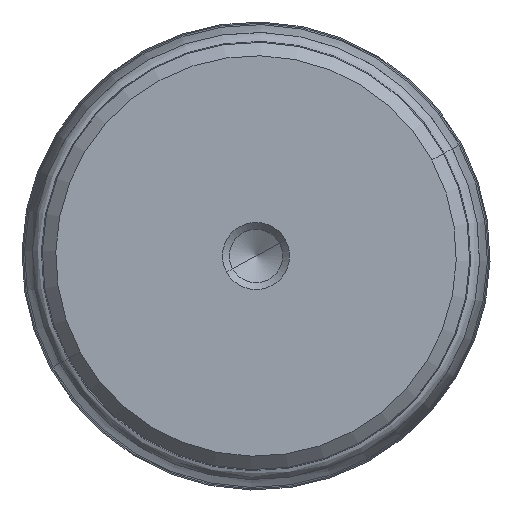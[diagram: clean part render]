
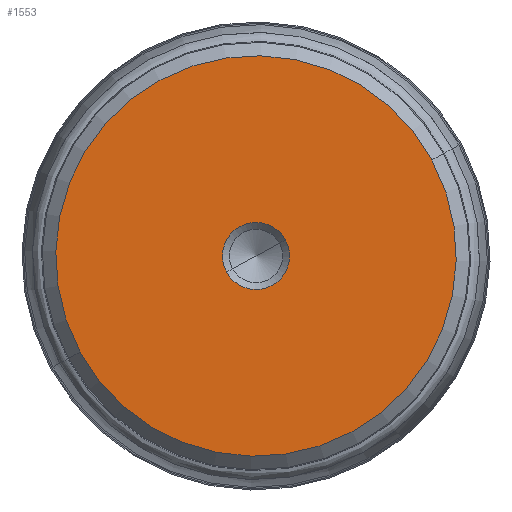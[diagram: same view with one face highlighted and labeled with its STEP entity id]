
A CAD part, left-side view. The second image highlights one B-rep face of the part: STEP entity #1553.
In plain terms, the highlighted planar face has unit normal (-1, 0, 0).
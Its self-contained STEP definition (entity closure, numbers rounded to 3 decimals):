
#1186=CARTESIAN_POINT('Vertex',(0.001,-13.031,7.157)) ;
#1189=CARTESIAN_POINT('Axis2P3D Location',(0.001,0.07,0.)) ;
#1193=CARTESIAN_POINT('Vertex',(0.001,13.17,-7.157)) ;
#1208=CARTESIAN_POINT('Axis2P3D Location',(0.001,0.07,0.)) ;
#1229=CARTESIAN_POINT('Vertex',(0.001,-2.124,1.199)) ;
#1245=CARTESIAN_POINT('Vertex',(0.001,2.263,-1.199)) ;
#1248=CARTESIAN_POINT('Axis2P3D Location',(0.001,0.07,0.)) ;
#1265=CARTESIAN_POINT('Axis2P3D Location',(0.001,0.07,0.)) ;
#1540=CARTESIAN_POINT('Axis2P3D Location',(0.001,2.57,0.)) ;
#1190=DIRECTION('Axis2P3D Direction',(1.,-0.,0.)) ;
#1209=DIRECTION('Axis2P3D Direction',(1.,-0.,0.)) ;
#1249=DIRECTION('Axis2P3D Direction',(-1.,0.,0.)) ;
#1266=DIRECTION('Axis2P3D Direction',(-1.,0.,0.)) ;
#1541=DIRECTION('Axis2P3D Direction',(-1.,0.,0.)) ;
#1542=DIRECTION('Axis2P3D XDirection',(0.,1.,0.)) ;
#1191=AXIS2_PLACEMENT_3D('Circle Axis2P3D',#1189,#1190,$) ;
#1210=AXIS2_PLACEMENT_3D('Circle Axis2P3D',#1208,#1209,$) ;
#1250=AXIS2_PLACEMENT_3D('Circle Axis2P3D',#1248,#1249,$) ;
#1267=AXIS2_PLACEMENT_3D('Circle Axis2P3D',#1265,#1266,$) ;
#1543=AXIS2_PLACEMENT_3D('Plane Axis2P3D',#1540,#1541,#1542) ;
#1546=ORIENTED_EDGE('',*,*,#1212,.T.) ;
#1547=ORIENTED_EDGE('',*,*,#1195,.T.) ;
#1550=ORIENTED_EDGE('',*,*,#1252,.F.) ;
#1551=ORIENTED_EDGE('',*,*,#1269,.F.) ;
#1552=FACE_BOUND('',#1549,.T.) ;
#1553=ADVANCED_FACE('Hauptk\X2\00F6\X0\rper',(#1548,#1552),#1544,.T.) ;
#1192=CIRCLE('generated circle',#1191,14.928) ;
#1211=CIRCLE('generated circle',#1210,14.928) ;
#1251=CIRCLE('generated circle',#1250,2.5) ;
#1268=CIRCLE('generated circle',#1267,2.5) ;
#1195=EDGE_CURVE('',#1194,#1187,#1192,.F.) ;
#1212=EDGE_CURVE('',#1187,#1194,#1211,.F.) ;
#1252=EDGE_CURVE('',#1246,#1230,#1251,.T.) ;
#1269=EDGE_CURVE('',#1230,#1246,#1268,.T.) ;
#1545=EDGE_LOOP('',(#1546,#1547)) ;
#1549=EDGE_LOOP('',(#1550,#1551)) ;
#1548=FACE_OUTER_BOUND('',#1545,.T.) ;
#1544=PLANE('',#1543) ;
#1187=VERTEX_POINT('',#1186) ;
#1194=VERTEX_POINT('',#1193) ;
#1230=VERTEX_POINT('',#1229) ;
#1246=VERTEX_POINT('',#1245) ;
